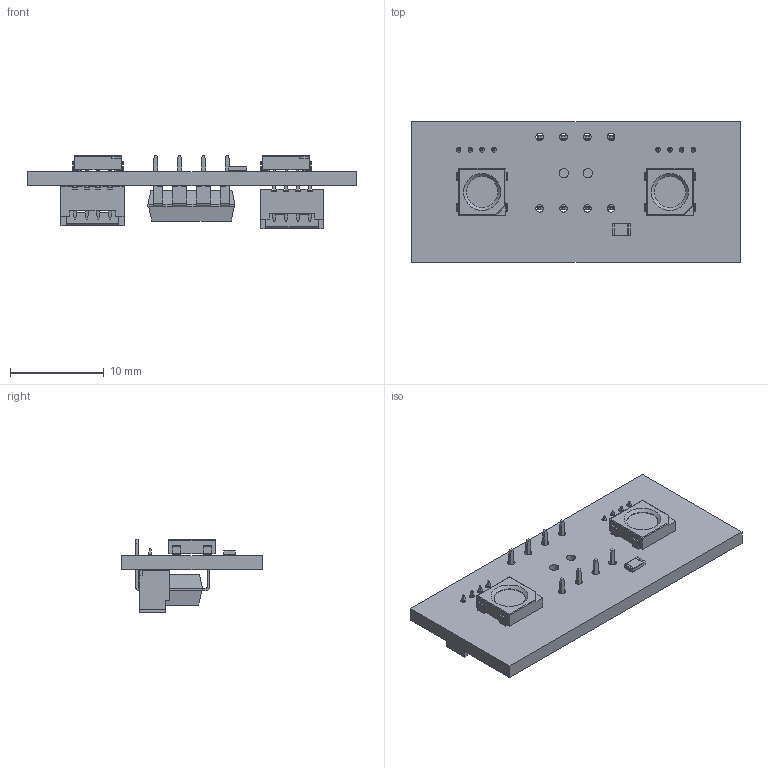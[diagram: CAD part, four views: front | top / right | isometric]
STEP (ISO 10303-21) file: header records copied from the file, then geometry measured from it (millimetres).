
FILE_DESCRIPTION(('KiCad electronic assembly'),'2;1');
FILE_NAME('Blinder.step','2025-06-19T09:11:05',('Pcbnew'),('Kicad'), 'Open CASCADE STEP processor 7.8','KiCad to STEP converter','Unknown' );
FILE_SCHEMA(('AUTOMOTIVE_DESIGN { 1 0 10303 214 1 1 1 1 }'));
Length unit declared in the file: millimetre
Products named in the file (8): Blinder 1; R_0805_2012Metric; LED_WS2812B_PLCC4_5.0x5.0mm_P3.2mm; 530470410; SOLID; COMPOUND; DIP-8_W7.62mm; Blinder_PCB
Assembly tree (9 placements, depth 3):
  Blinder 1
    R_0805_2012Metric
    LED_WS2812B_PLCC4_5.0x5.0mm_P3.2mm  x2
    530470410  x2
      SOLID
      COMPOUND
    DIP-8_W7.62mm
    Blinder_PCB
Bounding box: 35 x 15 x 7.78 mm (x, y, z)
Volume: 1128.1 mm3; surface area: 2114.7 mm2
Topology: 7 solids, 7 shells, 646 faces, 1788 edges, 1182 vertices
Faces by surface type: plane 529, cylinder 95, bspline 20, cone 2
Full cylindrical faces by diameter (mm): 0.5 x8, 0.8 x8, 1 x2, 3.333 x2
Entity records: 15405 total; most frequent: CARTESIAN_POINT 2755, ORIENTED_EDGE 2302, DIRECTION 2100, EDGE_CURVE 1151, LINE 996, VECTOR 996, VERTEX_POINT 744, AXIS2_PLACEMENT_3D 552
